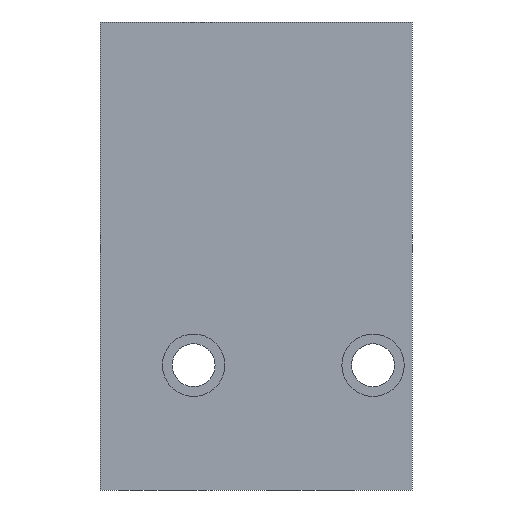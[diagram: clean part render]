
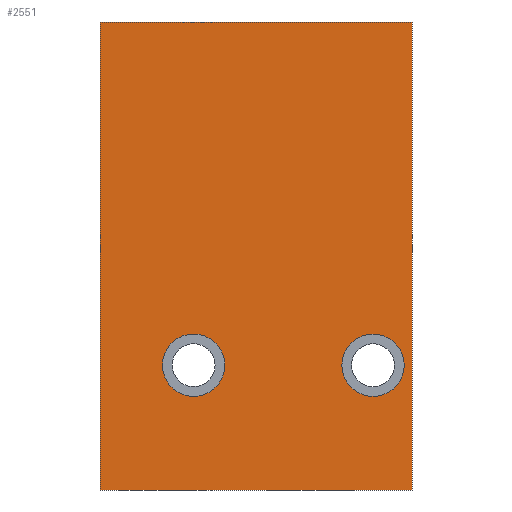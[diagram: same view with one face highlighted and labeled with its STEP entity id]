
A CAD part, front view. The second image highlights one B-rep face of the part: STEP entity #2551.
In plain terms, the highlighted planar face has unit normal (0, -1, 0).
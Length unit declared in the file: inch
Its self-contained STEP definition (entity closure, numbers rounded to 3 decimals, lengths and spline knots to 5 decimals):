
#5=DIRECTION('',(1.,0.,0.));
#6=VECTOR('',#5,2.5);
#7=CARTESIAN_POINT('',(0.,-1.188,0.));
#8=LINE('',#7,#6);
#75=DIRECTION('',(0.,0.,1.));
#76=VECTOR('',#75,3.75);
#77=CARTESIAN_POINT('',(2.5,-1.188,0.));
#78=LINE('',#77,#76);
#79=DIRECTION('',(0.,0.,1.));
#80=VECTOR('',#79,3.75);
#81=CARTESIAN_POINT('',(0.,-1.188,0.));
#82=LINE('',#81,#80);
#83=CARTESIAN_POINT('',(0.75,-1.188,1.));
#84=DIRECTION('',(0.,1.,0.));
#85=DIRECTION('',(0.,0.,-1.));
#86=AXIS2_PLACEMENT_3D('',#83,#84,#85);
#88=CARTESIAN_POINT('',(0.75,-1.188,1.));
#89=DIRECTION('',(0.,1.,0.));
#90=DIRECTION('',(0.,0.,1.));
#91=AXIS2_PLACEMENT_3D('',#88,#89,#90);
#93=CARTESIAN_POINT('',(2.188,-1.188,1.));
#94=DIRECTION('',(0.,1.,0.));
#95=DIRECTION('',(0.,0.,-1.));
#96=AXIS2_PLACEMENT_3D('',#93,#94,#95);
#98=CARTESIAN_POINT('',(2.188,-1.188,1.));
#99=DIRECTION('',(0.,1.,0.));
#100=DIRECTION('',(0.,0.,1.));
#101=AXIS2_PLACEMENT_3D('',#98,#99,#100);
#115=DIRECTION('',(1.,0.,0.));
#116=VECTOR('',#115,2.5);
#117=CARTESIAN_POINT('',(0.,-1.188,3.75));
#118=LINE('',#117,#116);
#2224=CARTESIAN_POINT('',(0.,-1.188,0.));
#2226=VERTEX_POINT('',#2224);
#2227=CARTESIAN_POINT('',(2.5,-1.188,0.));
#2228=VERTEX_POINT('',#2227);
#2232=CARTESIAN_POINT('',(0.,-1.188,3.75));
#2234=VERTEX_POINT('',#2232);
#2235=CARTESIAN_POINT('',(2.5,-1.188,3.75));
#2236=VERTEX_POINT('',#2235);
#2418=CARTESIAN_POINT('',(0.75,-1.188,0.75));
#2419=CARTESIAN_POINT('',(0.75,-1.188,1.25));
#2420=VERTEX_POINT('',#2418);
#2421=VERTEX_POINT('',#2419);
#2430=CARTESIAN_POINT('',(2.188,-1.188,0.75));
#2431=CARTESIAN_POINT('',(2.188,-1.188,1.25));
#2432=VERTEX_POINT('',#2430);
#2433=VERTEX_POINT('',#2431);
#2527=CARTESIAN_POINT('',(0.,-1.188,0.));
#2528=DIRECTION('',(0.,-1.,0.));
#2529=DIRECTION('',(1.,0.,0.));
#2530=AXIS2_PLACEMENT_3D('',#2527,#2528,#2529);
#2531=PLANE('',#2530);
#2532=ORIENTED_EDGE('',*,*,#2445,.F.);
#2533=ORIENTED_EDGE('',*,*,#2476,.T.);
#2535=ORIENTED_EDGE('',*,*,#2534,.T.);
#2536=ORIENTED_EDGE('',*,*,#2519,.F.);
#2537=EDGE_LOOP('',(#2532,#2533,#2535,#2536));
#2538=FACE_OUTER_BOUND('',#2537,.F.);
#2540=ORIENTED_EDGE('',*,*,#2539,.F.);
#2542=ORIENTED_EDGE('',*,*,#2541,.F.);
#2543=EDGE_LOOP('',(#2540,#2542));
#2544=FACE_BOUND('',#2543,.F.);
#2546=ORIENTED_EDGE('',*,*,#2545,.F.);
#2548=ORIENTED_EDGE('',*,*,#2547,.F.);
#2549=EDGE_LOOP('',(#2546,#2548));
#2550=FACE_BOUND('',#2549,.F.);
#2551=ADVANCED_FACE('',(#2538,#2544,#2550),#2531,.T.);
#87=CIRCLE('',#86,0.25);
#92=CIRCLE('',#91,0.25);
#97=CIRCLE('',#96,0.25);
#102=CIRCLE('',#101,0.25);
#2445=EDGE_CURVE('',#2226,#2228,#8,.T.);
#2476=EDGE_CURVE('',#2226,#2234,#82,.T.);
#2519=EDGE_CURVE('',#2228,#2236,#78,.T.);
#2534=EDGE_CURVE('',#2234,#2236,#118,.T.);
#2539=EDGE_CURVE('',#2420,#2421,#87,.T.);
#2541=EDGE_CURVE('',#2421,#2420,#92,.T.);
#2545=EDGE_CURVE('',#2432,#2433,#97,.T.);
#2547=EDGE_CURVE('',#2433,#2432,#102,.T.);
